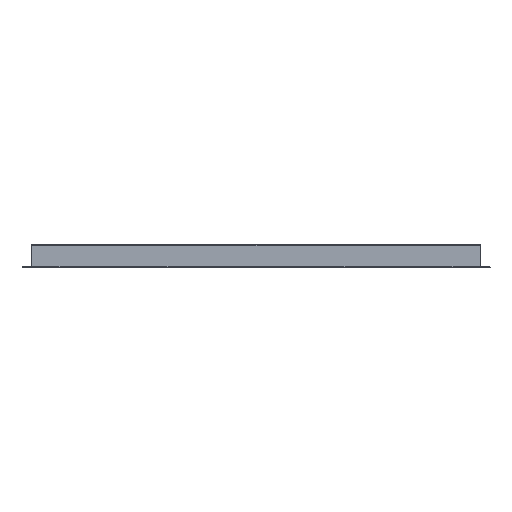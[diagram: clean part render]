
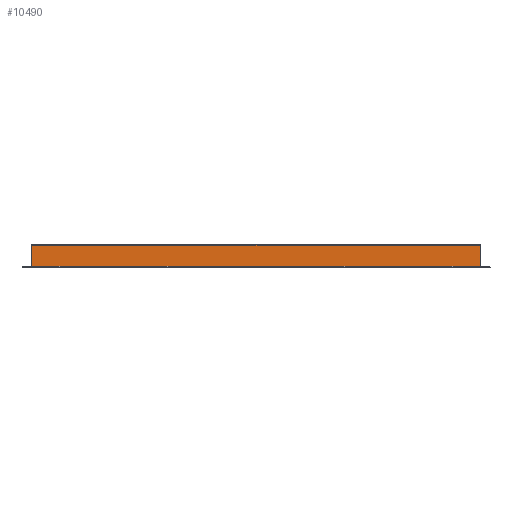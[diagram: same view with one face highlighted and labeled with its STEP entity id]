
A CAD part, front view. The second image highlights one B-rep face of the part: STEP entity #10490.
In plain terms, the highlighted planar face has unit normal (0, -1, 0).
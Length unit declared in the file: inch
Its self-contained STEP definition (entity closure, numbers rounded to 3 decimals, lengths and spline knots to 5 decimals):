
#66 = CARTESIAN_POINT ( 'NONE',  ( 12.375, -27.709, 0.05 ) ) ;
#137 = EDGE_CURVE ( 'NONE', #3849, #11430, #4214, .T. ) ;
#441 = ORIENTED_EDGE ( 'NONE', *, *, #137, .T. ) ;
#556 = VECTOR ( 'NONE', #12696, 39.37008 ) ;
#677 = CARTESIAN_POINT ( 'NONE',  ( -12.375, -27.709, 0.05 ) ) ;
#733 = ORIENTED_EDGE ( 'NONE', *, *, #2977, .T. ) ;
#753 = VECTOR ( 'NONE', #10846, 39.37008 ) ;
#972 = LINE ( 'NONE', #9158, #7063 ) ;
#2459 = DIRECTION ( 'NONE',  ( 0., 0., -1. ) ) ;
#2593 = DIRECTION ( 'NONE',  ( 0., 0., -1. ) ) ;
#2977 = EDGE_CURVE ( 'NONE', #11430, #8275, #11339, .T. ) ;
#3064 = DIRECTION ( 'NONE',  ( 1., 0., 0. ) ) ;
#3849 = VERTEX_POINT ( 'NONE', #9662 ) ;
#4214 = LINE ( 'NONE', #677, #12265 ) ;
#4489 = FACE_OUTER_BOUND ( 'NONE', #7194, .T. ) ;
#4492 = CARTESIAN_POINT ( 'NONE',  ( -12.875, -27.709, 0.05 ) ) ;
#4951 = EDGE_CURVE ( 'NONE', #8275, #6590, #11220, .T. ) ;
#5193 = AXIS2_PLACEMENT_3D ( 'NONE', #4492, #8572, #2459 ) ;
#5978 = ORIENTED_EDGE ( 'NONE', *, *, #4951, .T. ) ;
#6569 = ORIENTED_EDGE ( 'NONE', *, *, #9949, .F. ) ;
#6590 = VERTEX_POINT ( 'NONE', #11892 ) ;
#7063 = VECTOR ( 'NONE', #3064, 39.37008 ) ;
#7194 = EDGE_LOOP ( 'NONE', ( #6569, #441, #733, #5978 ) ) ;
#8275 = VERTEX_POINT ( 'NONE', #66 ) ;
#8572 = DIRECTION ( 'NONE',  ( 0., 1., 0. ) ) ;
#9158 = CARTESIAN_POINT ( 'NONE',  ( -12.875, -27.709, 1.225 ) ) ;
#9605 = CARTESIAN_POINT ( 'NONE',  ( 12.375, -27.709, 0.05 ) ) ;
#9662 = CARTESIAN_POINT ( 'NONE',  ( -12.375, -27.709, 1.225 ) ) ;
#9949 = EDGE_CURVE ( 'NONE', #3849, #6590, #972, .T. ) ;
#10490 = ADVANCED_FACE ( 'NONE', ( #4489 ), #12554, .F. ) ;
#10846 = DIRECTION ( 'NONE',  ( 0., 0., 1. ) ) ;
#11220 = LINE ( 'NONE', #9605, #753 ) ;
#11339 = LINE ( 'NONE', #12967, #556 ) ;
#11378 = CARTESIAN_POINT ( 'NONE',  ( -12.375, -27.709, 0.05 ) ) ;
#11430 = VERTEX_POINT ( 'NONE', #11378 ) ;
#11892 = CARTESIAN_POINT ( 'NONE',  ( 12.375, -27.709, 1.225 ) ) ;
#12265 = VECTOR ( 'NONE', #2593, 39.37008 ) ;
#12554 = PLANE ( 'NONE',  #5193 ) ;
#12696 = DIRECTION ( 'NONE',  ( 1., 0., 0. ) ) ;
#12967 = CARTESIAN_POINT ( 'NONE',  ( -12.875, -27.709, 0.05 ) ) ;
